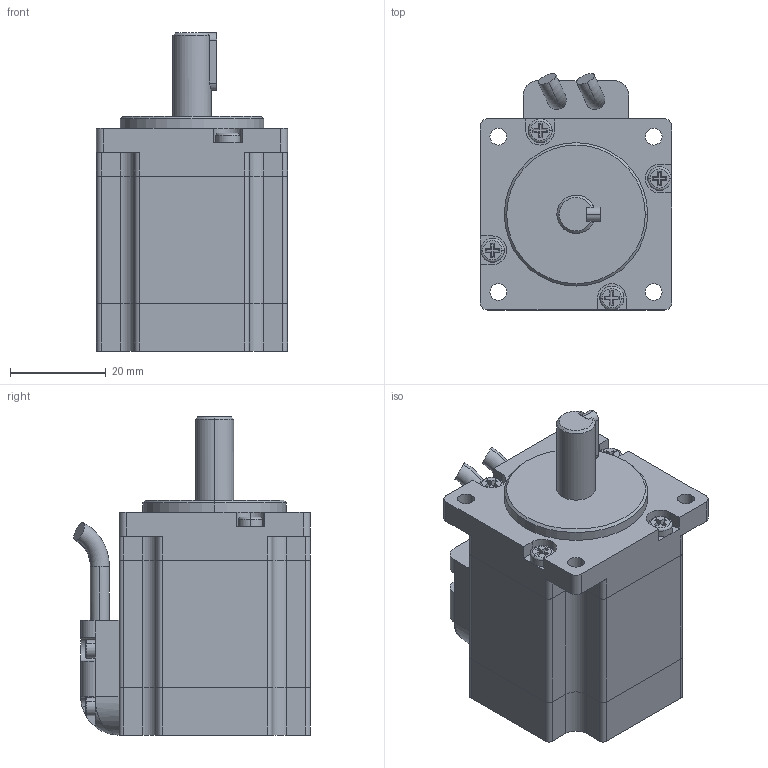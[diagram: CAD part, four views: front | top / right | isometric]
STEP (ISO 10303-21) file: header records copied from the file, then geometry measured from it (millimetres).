
FILE_DESCRIPTION (( 'STEP AP214' ), '1' );
FILE_NAME ('EC4050048030L3000K8-E.STEP', '2023-09-06T13:37:54', ( '' ), ( '' ), 'SwSTEP 2.0', 'SolidWorks 2020', '' );
FILE_SCHEMA (( 'AUTOMOTIVE_DESIGN' ));
Length unit declared in the file: millimetre
Products named in the file (6): 萇儂; 耜醱湍盄; M3X10_M3X10; EC4050048030L3000K8-E; 粣; M2X6_M2X6
Assembly tree (11 placements, depth 2):
  EC4050048030L3000K8-E
    萇儂
    粣
    M3X10_M3X10  x4
    耜醱湍盄
    M2X6_M2X6  x4
Bounding box: 40 x 49.46 x 66.6 mm (x, y, z)
Volume: 70071.6 mm3; surface area: 21228.7 mm2
Topology: 14 solids, 14 shells, 492 faces, 1255 edges, 801 vertices
Faces by surface type: plane 268, cylinder 166, cone 28, torus 20, sphere 8, bspline 2
Entity records: 11459 total; most frequent: CARTESIAN_POINT 2053, DIRECTION 1878, ORIENTED_EDGE 1754, EDGE_CURVE 877, AXIS2_PLACEMENT_3D 671, VERTEX_POINT 570, LINE 536, VECTOR 536
